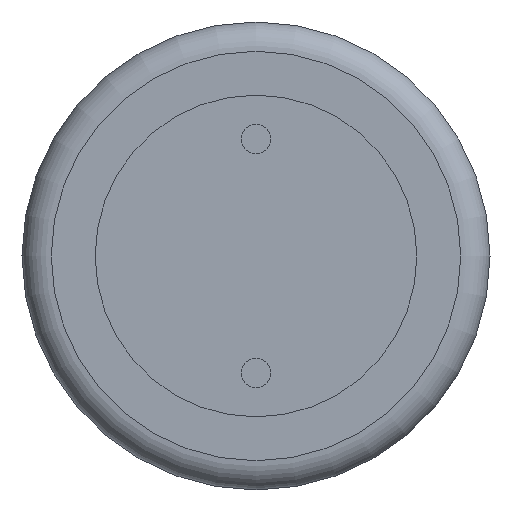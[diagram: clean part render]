
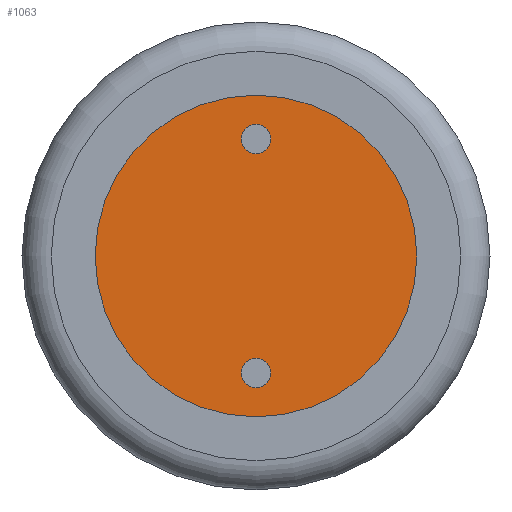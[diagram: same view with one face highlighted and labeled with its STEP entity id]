
A CAD part, front view. The second image highlights one B-rep face of the part: STEP entity #1063.
In plain terms, the highlighted planar face has unit normal (0, -1, 0).
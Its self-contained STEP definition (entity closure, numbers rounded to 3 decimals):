
#1040=CARTESIAN_POINT('',(3.5,-5.8,0.0));
#1041=VERTEX_POINT('',#1040);
#1042=CARTESIAN_POINT('',(0.,-5.8,0.0));
#1043=DIRECTION('',(0.0,-1.0,0.0));
#1044=DIRECTION('',(1.0,0.0,0.0));
#1045=AXIS2_PLACEMENT_3D('',#1042,#1043,#1044);
#1046=CIRCLE('',#1045,3.5);
#1047=EDGE_CURVE('',#1041,#1041,#1046,.T.);
#1055=CARTESIAN_POINT('',(1.75,-5.8,0.0));
#1056=DIRECTION('',(0.0,-1.0,0.0));
#1057=DIRECTION('',(0.0,0.0,-1.0));
#1058=AXIS2_PLACEMENT_3D('',#1055,#1056,#1057);
#1059=PLANE('',#1058);
#1060=ORIENTED_EDGE('',*,*,#1047,.T.);
#1061=EDGE_LOOP('',(#1060));
#1062=FACE_OUTER_BOUND('',#1061,.T.);
#1063=ADVANCED_FACE('',(#1062),#1059,.T.);
